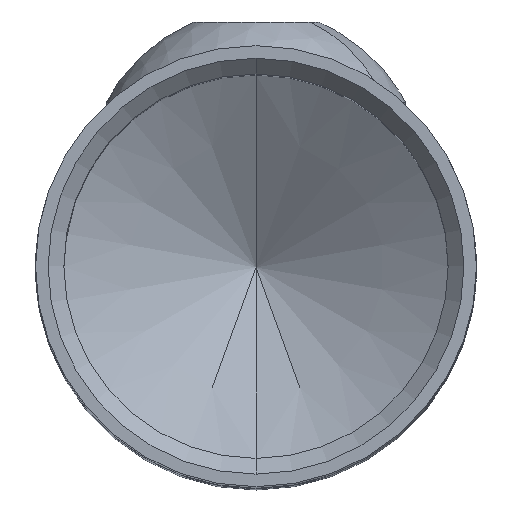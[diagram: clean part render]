
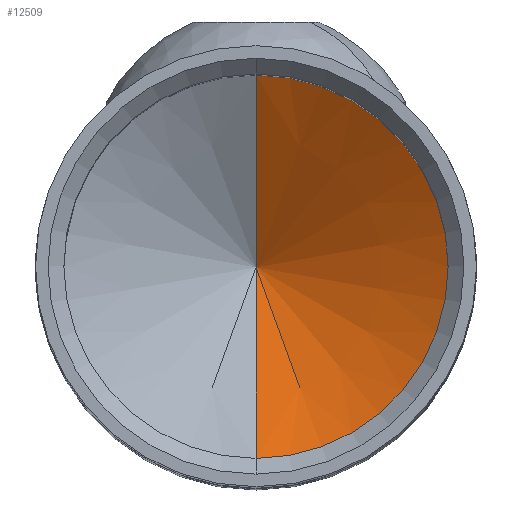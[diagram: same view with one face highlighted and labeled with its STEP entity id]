
A CAD part, top view. The second image highlights one B-rep face of the part: STEP entity #12509.
In plain terms, the highlighted conical face has half-angle 59 degrees and reference radius 1664.28 mm.
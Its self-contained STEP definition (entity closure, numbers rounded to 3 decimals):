
#129 = FACE_OUTER_BOUND ( 'NONE', #10574, .T. ) ;
#899 = VECTOR ( 'NONE', #9750, 1000. ) ;
#1747 = DIRECTION ( 'NONE',  ( 0., 1., 0. ) ) ;
#1805 = ORIENTED_EDGE ( 'NONE', *, *, #12866, .F. ) ;
#2628 = DIRECTION ( 'NONE',  ( 0., 0., 1. ) ) ;
#2653 = DIRECTION ( 'NONE',  ( 0., 0., -1. ) ) ;
#3156 = AXIS2_PLACEMENT_3D ( 'NONE', #4934, #2628, #8174 ) ;
#3839 = VECTOR ( 'NONE', #11526, 1000. ) ;
#3892 = VERTEX_POINT ( 'NONE', #4383 ) ;
#4142 = CARTESIAN_POINT ( 'NONE',  ( 0., 0., 0.335 ) ) ;
#4383 = CARTESIAN_POINT ( 'NONE',  ( 0., -6.1, 4. ) ) ;
#4411 = EDGE_CURVE ( 'NONE', #5093, #3892, #6703, .T. ) ;
#4934 = CARTESIAN_POINT ( 'NONE',  ( 0., 0., 1000.335 ) ) ;
#5066 = ORIENTED_EDGE ( 'NONE', *, *, #4411, .T. ) ;
#5093 = VERTEX_POINT ( 'NONE', #4142 ) ;
#5873 = CARTESIAN_POINT ( 'NONE',  ( 0., 0., 0.335 ) ) ;
#6011 = CARTESIAN_POINT ( 'NONE',  ( 0., 0., 4. ) ) ;
#6034 = VERTEX_POINT ( 'NONE', #11805 ) ;
#6703 = LINE ( 'NONE', #9845, #899 ) ;
#8174 = DIRECTION ( 'NONE',  ( 0., -1., 0. ) ) ;
#8276 = CONICAL_SURFACE ( 'NONE', #3156, 1664.279, 1.03 ) ;
#9750 = DIRECTION ( 'NONE',  ( 0., -0.857, 0.515 ) ) ;
#9845 = CARTESIAN_POINT ( 'NONE',  ( 0., 0., 0.335 ) ) ;
#10357 = CIRCLE ( 'NONE', #10764, 6.1 ) ;
#10574 = EDGE_LOOP ( 'NONE', ( #1805, #5066, #13981 ) ) ;
#10764 = AXIS2_PLACEMENT_3D ( 'NONE', #6011, #2653, #1747 ) ;
#11526 = DIRECTION ( 'NONE',  ( 0., 0.857, 0.515 ) ) ;
#11805 = CARTESIAN_POINT ( 'NONE',  ( 0., 6.1, 4. ) ) ;
#12509 = ADVANCED_FACE ( 'NONE', ( #129 ), #8276, .F. ) ;
#12866 = EDGE_CURVE ( 'NONE', #5093, #6034, #14062, .T. ) ;
#12952 = EDGE_CURVE ( 'NONE', #6034, #3892, #10357, .T. ) ;
#13981 = ORIENTED_EDGE ( 'NONE', *, *, #12952, .F. ) ;
#14062 = LINE ( 'NONE', #5873, #3839 ) ;
